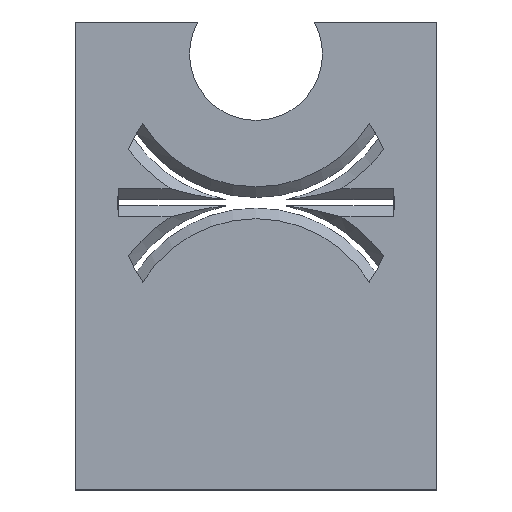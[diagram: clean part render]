
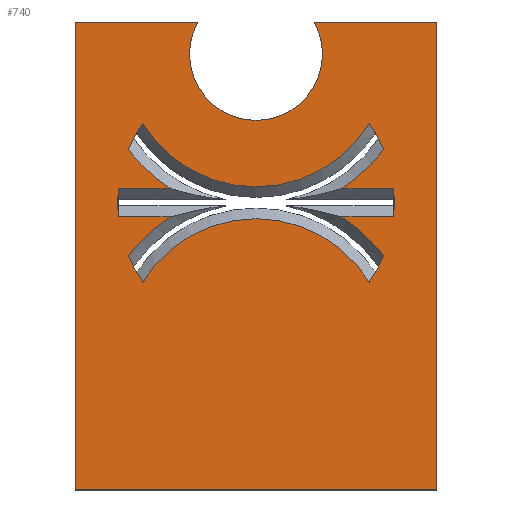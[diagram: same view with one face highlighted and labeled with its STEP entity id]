
A CAD part, top view. The second image highlights one B-rep face of the part: STEP entity #740.
In plain terms, the highlighted planar face has unit normal (0, 0, 1).
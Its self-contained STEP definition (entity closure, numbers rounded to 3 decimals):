
#16=FACE_BOUND('',#242,.T.);
#36=LINE('',#1085,#92);
#45=LINE('',#1131,#101);
#50=LINE('',#1176,#106);
#59=LINE('',#1222,#115);
#78=LINE('',#1313,#134);
#79=LINE('',#1315,#135);
#80=LINE('',#1317,#136);
#81=LINE('',#1319,#137);
#82=LINE('',#1320,#138);
#92=VECTOR('',#853,10.);
#101=VECTOR('',#884,10.);
#106=VECTOR('',#909,10.);
#115=VECTOR('',#940,10.);
#134=VECTOR('',#1039,10.);
#135=VECTOR('',#1040,10.);
#136=VECTOR('',#1041,10.);
#137=VECTOR('',#1042,10.);
#138=VECTOR('',#1043,10.);
#160=PLANE('',#836);
#200=FACE_OUTER_BOUND('',#241,.T.);
#241=EDGE_LOOP('',(#647,#648,#649,#650,#651,#652));
#242=EDGE_LOOP('',(#653,#654,#655,#656,#657,#658,#659,#660,#661,#662,#663,
#664,#665,#666,#667,#668));
#262=CIRCLE('',#763,15.);
#265=CIRCLE('',#771,12.5);
#267=CIRCLE('',#777,15.);
#271=CIRCLE('',#784,15.);
#274=CIRCLE('',#792,12.5);
#276=CIRCLE('',#798,15.);
#280=CIRCLE('',#805,13.);
#282=CIRCLE('',#808,13.);
#284=CIRCLE('',#811,13.);
#286=CIRCLE('',#814,13.);
#288=CIRCLE('',#817,13.);
#290=CIRCLE('',#820,13.);
#294=CIRCLE('',#826,6.25);
#301=VERTEX_POINT('',#1070);
#302=VERTEX_POINT('',#1077);
#303=VERTEX_POINT('',#1084);
#308=VERTEX_POINT('',#1100);
#311=VERTEX_POINT('',#1110);
#316=VERTEX_POINT('',#1128);
#317=VERTEX_POINT('',#1130);
#318=VERTEX_POINT('',#1137);
#325=VERTEX_POINT('',#1161);
#326=VERTEX_POINT('',#1168);
#327=VERTEX_POINT('',#1175);
#332=VERTEX_POINT('',#1191);
#335=VERTEX_POINT('',#1201);
#340=VERTEX_POINT('',#1219);
#341=VERTEX_POINT('',#1221);
#342=VERTEX_POINT('',#1228);
#353=VERTEX_POINT('',#1280);
#354=VERTEX_POINT('',#1281);
#363=VERTEX_POINT('',#1312);
#364=VERTEX_POINT('',#1314);
#365=VERTEX_POINT('',#1316);
#366=VERTEX_POINT('',#1318);
#373=EDGE_CURVE('',#301,#302,#262,.T.);
#375=EDGE_CURVE('',#302,#303,#36,.T.);
#386=EDGE_CURVE('',#311,#308,#265,.T.);
#392=EDGE_CURVE('',#316,#317,#45,.T.);
#394=EDGE_CURVE('',#317,#318,#267,.T.);
#404=EDGE_CURVE('',#325,#326,#271,.T.);
#406=EDGE_CURVE('',#326,#327,#50,.T.);
#417=EDGE_CURVE('',#335,#332,#274,.T.);
#423=EDGE_CURVE('',#340,#341,#59,.T.);
#425=EDGE_CURVE('',#341,#342,#276,.T.);
#434=EDGE_CURVE('',#301,#308,#280,.T.);
#436=EDGE_CURVE('',#340,#303,#282,.T.);
#438=EDGE_CURVE('',#335,#342,#284,.T.);
#440=EDGE_CURVE('',#325,#332,#286,.T.);
#442=EDGE_CURVE('',#316,#327,#288,.T.);
#444=EDGE_CURVE('',#311,#318,#290,.T.);
#451=EDGE_CURVE('',#353,#354,#294,.T.);
#467=EDGE_CURVE('',#354,#363,#78,.T.);
#468=EDGE_CURVE('',#363,#364,#79,.T.);
#469=EDGE_CURVE('',#364,#365,#80,.T.);
#470=EDGE_CURVE('',#365,#366,#81,.T.);
#471=EDGE_CURVE('',#366,#353,#82,.T.);
#647=ORIENTED_EDGE('',*,*,#451,.T.);
#648=ORIENTED_EDGE('',*,*,#467,.T.);
#649=ORIENTED_EDGE('',*,*,#468,.T.);
#650=ORIENTED_EDGE('',*,*,#469,.T.);
#651=ORIENTED_EDGE('',*,*,#470,.T.);
#652=ORIENTED_EDGE('',*,*,#471,.T.);
#653=ORIENTED_EDGE('',*,*,#434,.T.);
#654=ORIENTED_EDGE('',*,*,#386,.F.);
#655=ORIENTED_EDGE('',*,*,#444,.T.);
#656=ORIENTED_EDGE('',*,*,#394,.F.);
#657=ORIENTED_EDGE('',*,*,#392,.F.);
#658=ORIENTED_EDGE('',*,*,#442,.T.);
#659=ORIENTED_EDGE('',*,*,#406,.F.);
#660=ORIENTED_EDGE('',*,*,#404,.F.);
#661=ORIENTED_EDGE('',*,*,#440,.T.);
#662=ORIENTED_EDGE('',*,*,#417,.F.);
#663=ORIENTED_EDGE('',*,*,#438,.T.);
#664=ORIENTED_EDGE('',*,*,#425,.F.);
#665=ORIENTED_EDGE('',*,*,#423,.F.);
#666=ORIENTED_EDGE('',*,*,#436,.T.);
#667=ORIENTED_EDGE('',*,*,#375,.F.);
#668=ORIENTED_EDGE('',*,*,#373,.F.);
#740=ADVANCED_FACE('',(#200,#16),#160,.T.);
#763=AXIS2_PLACEMENT_3D('',#1078,#849,#850);
#771=AXIS2_PLACEMENT_3D('',#1117,#871,#872);
#777=AXIS2_PLACEMENT_3D('',#1138,#887,#888);
#784=AXIS2_PLACEMENT_3D('',#1169,#905,#906);
#792=AXIS2_PLACEMENT_3D('',#1208,#927,#928);
#798=AXIS2_PLACEMENT_3D('',#1229,#943,#944);
#805=AXIS2_PLACEMENT_3D('',#1250,#961,#962);
#808=AXIS2_PLACEMENT_3D('',#1253,#967,#968);
#811=AXIS2_PLACEMENT_3D('',#1256,#973,#974);
#814=AXIS2_PLACEMENT_3D('',#1259,#979,#980);
#817=AXIS2_PLACEMENT_3D('',#1262,#985,#986);
#820=AXIS2_PLACEMENT_3D('',#1265,#991,#992);
#826=AXIS2_PLACEMENT_3D('',#1282,#1006,#1007);
#836=AXIS2_PLACEMENT_3D('',#1311,#1037,#1038);
#849=DIRECTION('center_axis',(0.,0.,1.));
#850=DIRECTION('ref_axis',(-0.822,-0.569,0.));
#853=DIRECTION('',(-1.,0.,0.));
#871=DIRECTION('center_axis',(0.,0.,-1.));
#872=DIRECTION('ref_axis',(-0.833,-0.554,0.));
#884=DIRECTION('',(-1.,0.,0.));
#887=DIRECTION('center_axis',(0.,0.,1.));
#888=DIRECTION('ref_axis',(0.206,-0.979,0.));
#905=DIRECTION('center_axis',(0.,0.,1.));
#906=DIRECTION('ref_axis',(0.822,0.569,0.));
#909=DIRECTION('',(1.,0.,0.));
#927=DIRECTION('center_axis',(0.,0.,-1.));
#928=DIRECTION('ref_axis',(0.833,0.554,0.));
#940=DIRECTION('',(1.,0.,0.));
#943=DIRECTION('center_axis',(0.,0.,1.));
#944=DIRECTION('ref_axis',(-0.206,0.979,0.));
#961=DIRECTION('center_axis',(0.,0.,-1.));
#962=DIRECTION('ref_axis',(1.,0.,0.));
#967=DIRECTION('center_axis',(0.,0.,-1.));
#968=DIRECTION('ref_axis',(1.,0.,0.));
#973=DIRECTION('center_axis',(0.,0.,-1.));
#974=DIRECTION('ref_axis',(1.,0.,0.));
#979=DIRECTION('center_axis',(0.,0.,-1.));
#980=DIRECTION('ref_axis',(1.,0.,0.));
#985=DIRECTION('center_axis',(0.,0.,-1.));
#986=DIRECTION('ref_axis',(1.,0.,0.));
#991=DIRECTION('center_axis',(0.,0.,-1.));
#992=DIRECTION('ref_axis',(1.,0.,0.));
#1006=DIRECTION('center_axis',(0.,0.,-1.));
#1007=DIRECTION('ref_axis',(-1.,0.,0.));
#1037=DIRECTION('center_axis',(0.,0.,1.));
#1038=DIRECTION('ref_axis',(1.,0.,0.));
#1039=DIRECTION('',(-1.,0.,0.));
#1040=DIRECTION('',(0.,-1.,0.));
#1041=DIRECTION('',(1.,0.,0.));
#1042=DIRECTION('',(0.,1.,0.));
#1043=DIRECTION('',(-1.,0.,0.));
#1070=CARTESIAN_POINT('',(-12.,5.,1.5));
#1077=CARTESIAN_POINT('',(-7.982,1.3,1.5));
#1078=CARTESIAN_POINT('Origin',(0.,14.,1.5));
#1084=CARTESIAN_POINT('',(-12.935,1.3,1.5));
#1085=CARTESIAN_POINT('',(-6.498,1.3,1.5));
#1100=CARTESIAN_POINT('',(-10.65,7.455,1.5));
#1110=CARTESIAN_POINT('',(10.65,7.455,1.5));
#1117=CARTESIAN_POINT('Origin',(0.,14.,1.5));
#1128=CARTESIAN_POINT('',(12.935,1.3,1.5));
#1130=CARTESIAN_POINT('',(7.982,1.3,1.5));
#1131=CARTESIAN_POINT('',(1.441,1.3,1.5));
#1137=CARTESIAN_POINT('',(12.,5.,1.5));
#1138=CARTESIAN_POINT('Origin',(0.,14.,1.5));
#1161=CARTESIAN_POINT('',(12.,-5.,1.5));
#1168=CARTESIAN_POINT('',(7.982,-1.3,1.5));
#1169=CARTESIAN_POINT('Origin',(0.,-14.,1.5));
#1175=CARTESIAN_POINT('',(12.935,-1.3,1.5));
#1176=CARTESIAN_POINT('',(6.498,-1.3,1.5));
#1191=CARTESIAN_POINT('',(10.65,-7.455,1.5));
#1201=CARTESIAN_POINT('',(-10.65,-7.455,1.5));
#1208=CARTESIAN_POINT('Origin',(0.,-14.,1.5));
#1219=CARTESIAN_POINT('',(-12.935,-1.3,1.5));
#1221=CARTESIAN_POINT('',(-7.982,-1.3,1.5));
#1222=CARTESIAN_POINT('',(-1.441,-1.3,1.5));
#1228=CARTESIAN_POINT('',(-12.,-5.,1.5));
#1229=CARTESIAN_POINT('Origin',(0.,-14.,1.5));
#1250=CARTESIAN_POINT('Origin',(0.,0.,1.5));
#1253=CARTESIAN_POINT('Origin',(0.,0.,1.5));
#1256=CARTESIAN_POINT('Origin',(0.,0.,1.5));
#1259=CARTESIAN_POINT('Origin',(0.,0.,1.5));
#1262=CARTESIAN_POINT('Origin',(0.,0.,1.5));
#1265=CARTESIAN_POINT('Origin',(0.,0.,1.5));
#1280=CARTESIAN_POINT('',(5.483,17.,1.5));
#1281=CARTESIAN_POINT('',(-5.483,17.,1.5));
#1282=CARTESIAN_POINT('Origin',(0.,14.,1.5));
#1311=CARTESIAN_POINT('Origin',(0.,0.,1.5));
#1312=CARTESIAN_POINT('',(-17.,17.,1.5));
#1313=CARTESIAN_POINT('',(17.,17.,1.5));
#1314=CARTESIAN_POINT('',(-17.,-27.,1.5));
#1315=CARTESIAN_POINT('',(-17.,17.,1.5));
#1316=CARTESIAN_POINT('',(17.,-27.,1.5));
#1317=CARTESIAN_POINT('',(-17.,-27.,1.5));
#1318=CARTESIAN_POINT('',(17.,17.,1.5));
#1319=CARTESIAN_POINT('',(17.,-27.,1.5));
#1320=CARTESIAN_POINT('',(17.,17.,1.5));
